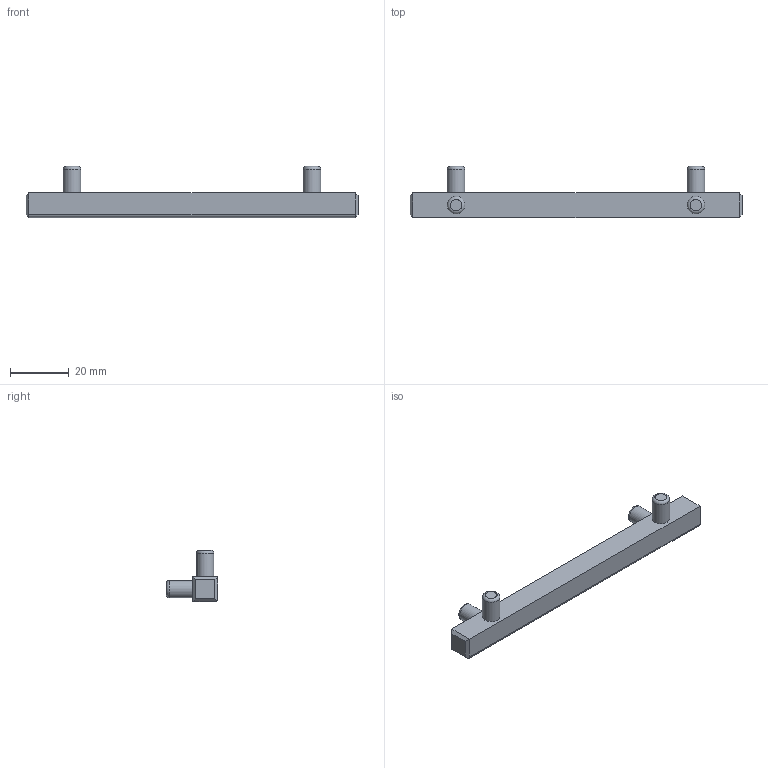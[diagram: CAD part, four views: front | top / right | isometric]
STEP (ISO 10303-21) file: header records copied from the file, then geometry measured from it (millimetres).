
FILE_DESCRIPTION(('STEP AP203'), '1');
FILE_NAME('櫻蠉錪4', '', ('UNSPECIFIED'), ('UNSPECIFIED'), 'C3D Converter', 'C3D Toolkit', '');
FILE_SCHEMA(('CONFIG_CONTROL_DESIGN'));
Length unit declared in the file: millimetre
Bounding box: 113.5 x 17.5 x 17.5 mm (x, y, z)
Volume: 9148 mm3; surface area: 4556.6 mm2
Topology: 1 solids, 1 shells, 27 faces, 53 edges, 32 vertices
Faces by surface type: plane 18, cylinder 5, torus 4
Full cylindrical faces by diameter (mm): 6 x4
Entity records: 679 total; most frequent: CARTESIAN_POINT 117, DIRECTION 109, ORIENTED_EDGE 90, EDGE_CURVE 45, AXIS2_PLACEMENT_3D 40, EDGE_LOOP 39, VERTEX_POINT 32, LINE 29
